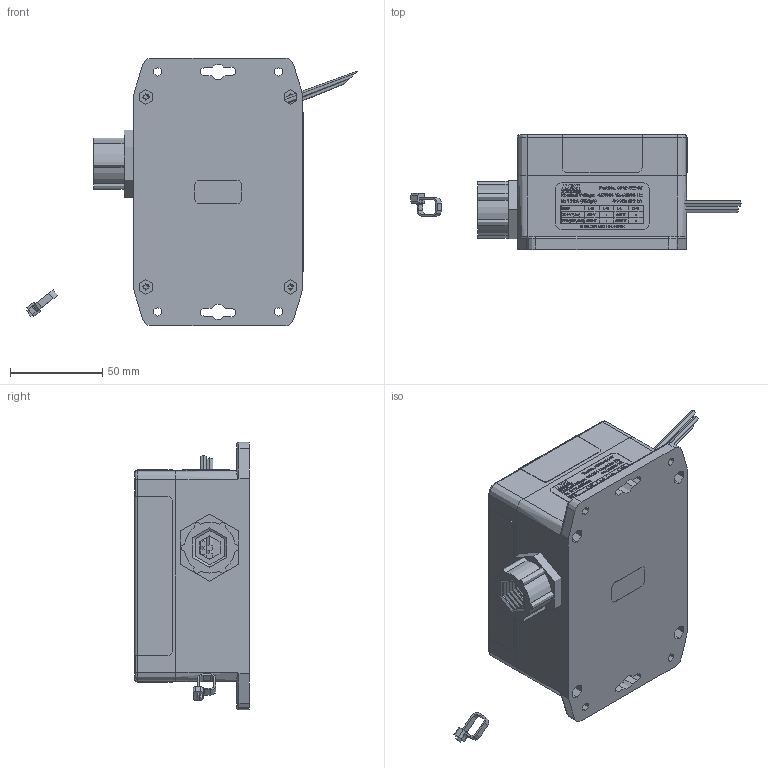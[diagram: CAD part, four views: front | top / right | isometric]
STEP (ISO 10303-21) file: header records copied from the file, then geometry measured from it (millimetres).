
FILE_DESCRIPTION (( 'STEP AP214' ), '1' );
FILE_NAME ('SP50-6003Y-E.STEP', '2019-01-28T20:40:53', ( '' ), ( '' ), 'SwSTEP 2.0', 'SolidWorks 2018', '' );
FILE_SCHEMA (( 'AUTOMOTIVE_DESIGN' ));
Length unit declared in the file: inch
Products named in the file (23): Zip tie^SP50-6003Y; Lid^SP50-6003Y; Screw^SP50-6003Y; SP50-6003Y-E; Base^SP50-6003Y; 2003-1052; Wires^SP50-6003Y; 2003-4108; Nut^SP50-6003Y; 2003-4119; Screw^SP50-6003Y_91735A154
Assembly tree (16 placements, depth 2):
  Zip tie^SP50-6003Y
  SP50-6003Y-E
    Base^SP50-6003Y
    Lid^SP50-6003Y
    Screw^SP50-6003Y_91735A154  x4
    Nut^SP50-6003Y
    Wires^SP50-6003Y
    Zip tie^SP50-6003Y
    2003-4119
    2003-4108
    2003-1052
  Base^SP50-6003Y
  SP50-6003Y-E
    Screw^SP50-6003Y
    Screw^SP50-6003Y
    Screw^SP50-6003Y
    Screw^SP50-6003Y
  Wires^SP50-6003Y
Bounding box: 179.33 x 62.18 x 145.03 mm (x, y, z)
Volume: 303470.7 mm3; surface area: 156223.3 mm2
Topology: 15 solids, 15 shells, 4261 faces, 11517 edges, 7646 vertices
Faces by surface type: plane 1961, bspline 1332, cylinder 874, cone 62, torus 24, sphere 8
Entity records: 225960 total; most frequent: CARTESIAN_POINT 108259, ORIENTED_EDGE 19286, DIRECTION 11715, EDGE_CURVE 9643, VERTEX_POINT 6391, VECTOR 6217, LINE 6217, EDGE_LOOP 4012
